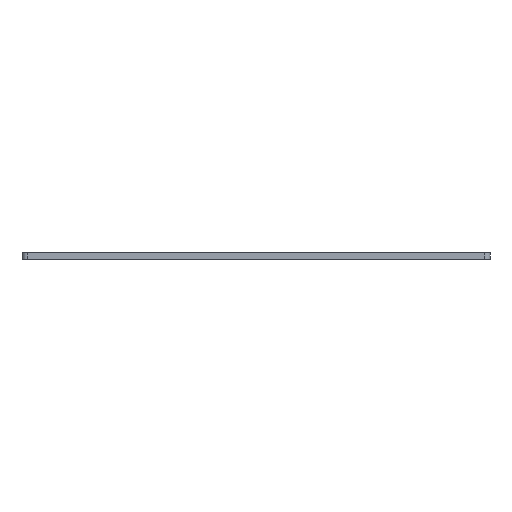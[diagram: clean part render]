
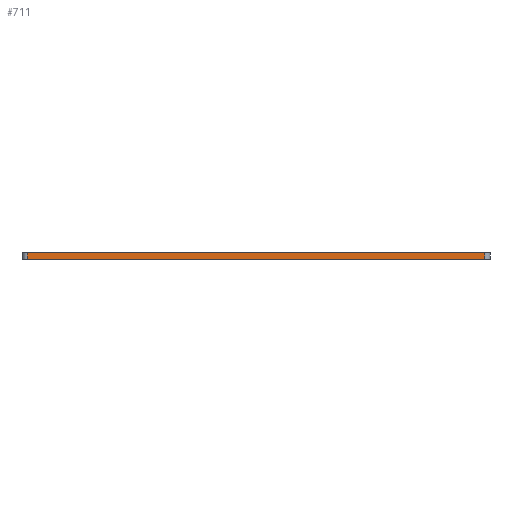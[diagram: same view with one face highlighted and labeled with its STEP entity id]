
A CAD part, front view. The second image highlights one B-rep face of the part: STEP entity #711.
In plain terms, the highlighted planar face has unit normal (0, -1, 0).
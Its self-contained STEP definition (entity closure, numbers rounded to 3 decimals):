
#66=PLANE('',#794);
#79=FACE_OUTER_BOUND('',#137,.T.);
#137=EDGE_LOOP('',(#549,#550,#551,#552));
#195=LINE('',#1107,#235);
#200=LINE('',#1164,#240);
#201=LINE('',#1167,#241);
#202=LINE('',#1168,#242);
#235=VECTOR('',#887,10.);
#240=VECTOR('',#946,10.);
#241=VECTOR('',#949,10.);
#242=VECTOR('',#950,10.);
#336=VERTEX_POINT('',#1104);
#337=VERTEX_POINT('',#1106);
#362=VERTEX_POINT('',#1162);
#363=VERTEX_POINT('',#1166);
#406=EDGE_CURVE('',#336,#337,#195,.T.);
#435=EDGE_CURVE('',#337,#362,#200,.T.);
#436=EDGE_CURVE('',#363,#336,#201,.T.);
#437=EDGE_CURVE('',#362,#363,#202,.T.);
#549=ORIENTED_EDGE('',*,*,#435,.F.);
#550=ORIENTED_EDGE('',*,*,#406,.F.);
#551=ORIENTED_EDGE('',*,*,#436,.F.);
#552=ORIENTED_EDGE('',*,*,#437,.F.);
#711=ADVANCED_FACE('',(#79),#66,.T.);
#794=AXIS2_PLACEMENT_3D('',#1165,#947,#948);
#887=DIRECTION('',(-1.,0.,0.));
#946=DIRECTION('',(0.,0.,1.));
#947=DIRECTION('center_axis',(0.,-1.,0.));
#948=DIRECTION('ref_axis',(1.,0.,0.));
#949=DIRECTION('',(0.,0.,-1.));
#950=DIRECTION('',(1.,0.,0.));
#1104=CARTESIAN_POINT('',(440.,-455.,0.));
#1106=CARTESIAN_POINT('',(5.,-455.,0.));
#1107=CARTESIAN_POINT('',(445.,-455.,0.));
#1162=CARTESIAN_POINT('',(5.,-455.,6.35));
#1164=CARTESIAN_POINT('',(5.,-455.,0.));
#1165=CARTESIAN_POINT('Origin',(0.,-455.,0.));
#1166=CARTESIAN_POINT('',(440.,-455.,6.35));
#1167=CARTESIAN_POINT('',(440.,-455.,0.));
#1168=CARTESIAN_POINT('',(445.,-455.,6.35));
